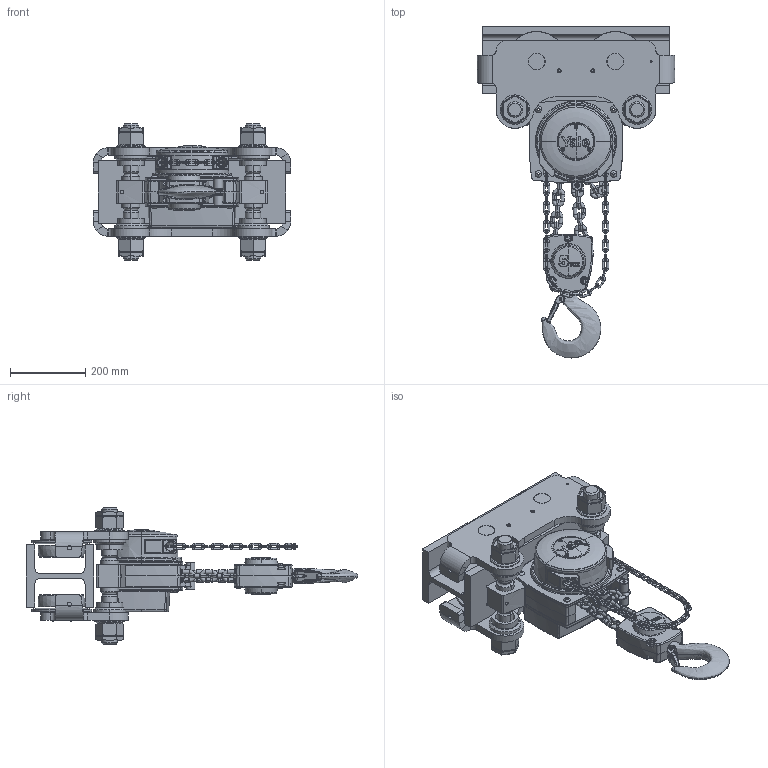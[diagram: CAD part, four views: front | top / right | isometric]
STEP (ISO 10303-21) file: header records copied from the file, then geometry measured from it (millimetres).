
FILE_DESCRIPTION (( 'STEP AP203' ), '1' );
FILE_NAME ('YLITP 5t.STEP', '2014-05-27T12:43:18', ( 'install' ), ( 'cmco' ), 'SwSTEP 2.0', 'SolidWorks 2012', '' );
FILE_SCHEMA (( 'CONFIG_CONTROL_DESIGN' ));
Length unit declared in the file: millimetre
Products named in the file (1): YLITP 5t
Bounding box: 525 x 883.27 x 364 mm (x, y, z)
Surface area: 2091310.8 mm2 (no closed solid volume)
Topology: 0 solids, 164 shells, 2070 faces, 6313 edges, 4228 vertices
Faces by surface type: cylinder 623, torus 543, plane 408, bspline 236, cone 197, sphere 63
Entity records: 96988 total; most frequent: CARTESIAN_POINT 42917, DIRECTION 11770, ORIENTED_EDGE 10115, EDGE_CURVE 6243, AXIS2_PLACEMENT_3D 4998, VERTEX_POINT 4186, CIRCLE 3163, EDGE_LOOP 2340
